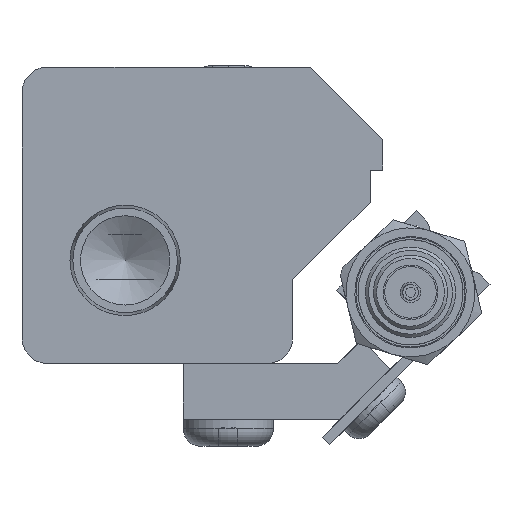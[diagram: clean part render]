
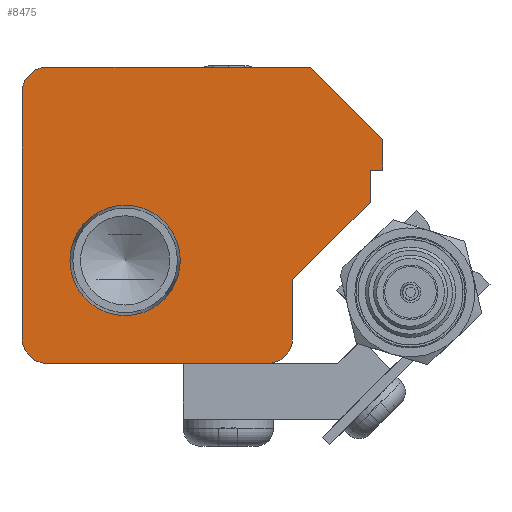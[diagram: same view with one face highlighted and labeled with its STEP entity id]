
A CAD part, left-side view. The second image highlights one B-rep face of the part: STEP entity #8475.
In plain terms, the highlighted planar face has unit normal (-1, 0, 0).
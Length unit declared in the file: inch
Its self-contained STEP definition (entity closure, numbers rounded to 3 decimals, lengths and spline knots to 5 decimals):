
#395=FACE_BOUND('',#1233,.T.);
#671=FACE_OUTER_BOUND('',#1232,.T.);
#1232=EDGE_LOOP('',(#5998,#5999,#6000,#6001,#6002,#6003,#6004,#6005,#6006,
#6007,#6008,#6009));
#1233=EDGE_LOOP('',(#6010));
#1822=CIRCLE('',#9147,0.125);
#1854=CIRCLE('',#9202,0.26751);
#1859=CIRCLE('',#9212,0.125);
#1860=CIRCLE('',#9213,0.125);
#2182=LINE('',#13284,#2841);
#2185=LINE('',#13290,#2844);
#2188=LINE('',#13296,#2847);
#2192=LINE('',#13308,#2851);
#2215=LINE('',#13438,#2874);
#2216=LINE('',#13442,#2875);
#2217=LINE('',#13444,#2876);
#2218=LINE('',#13445,#2877);
#2219=LINE('',#13446,#2878);
#2841=VECTOR('',#10531,1.);
#2844=VECTOR('',#10536,1.);
#2847=VECTOR('',#10541,1.);
#2851=VECTOR('',#10553,1.);
#2874=VECTOR('',#10704,1.);
#2875=VECTOR('',#10707,1.);
#2876=VECTOR('',#10708,1.);
#2877=VECTOR('',#10709,1.);
#2878=VECTOR('',#10710,1.);
#3587=VERTEX_POINT('',#13278);
#3589=VERTEX_POINT('',#13282);
#3591=VERTEX_POINT('',#13287);
#3592=VERTEX_POINT('',#13292);
#3595=VERTEX_POINT('',#13299);
#3597=VERTEX_POINT('',#13303);
#3632=VERTEX_POINT('',#13414);
#3638=VERTEX_POINT('',#13434);
#3639=VERTEX_POINT('',#13435);
#3640=VERTEX_POINT('',#13437);
#3641=VERTEX_POINT('',#13439);
#3642=VERTEX_POINT('',#13441);
#3643=VERTEX_POINT('',#13443);
#4456=EDGE_CURVE('',#3589,#3587,#2182,.T.);
#4459=EDGE_CURVE('',#3587,#3591,#2185,.T.);
#4462=EDGE_CURVE('',#3591,#3592,#2188,.T.);
#4466=EDGE_CURVE('',#3597,#3595,#1822,.T.);
#4468=EDGE_CURVE('',#3595,#3589,#2192,.T.);
#4519=EDGE_CURVE('',#3632,#3632,#1854,.T.);
#4527=EDGE_CURVE('',#3638,#3639,#1859,.T.);
#4528=EDGE_CURVE('',#3640,#3638,#2215,.T.);
#4529=EDGE_CURVE('',#3641,#3640,#1860,.T.);
#4530=EDGE_CURVE('',#3642,#3641,#2216,.T.);
#4531=EDGE_CURVE('',#3643,#3642,#2217,.T.);
#4532=EDGE_CURVE('',#3592,#3643,#2218,.T.);
#4533=EDGE_CURVE('',#3639,#3597,#2219,.T.);
#5998=ORIENTED_EDGE('',*,*,#4527,.F.);
#5999=ORIENTED_EDGE('',*,*,#4528,.F.);
#6000=ORIENTED_EDGE('',*,*,#4529,.F.);
#6001=ORIENTED_EDGE('',*,*,#4530,.F.);
#6002=ORIENTED_EDGE('',*,*,#4531,.F.);
#6003=ORIENTED_EDGE('',*,*,#4532,.F.);
#6004=ORIENTED_EDGE('',*,*,#4462,.F.);
#6005=ORIENTED_EDGE('',*,*,#4459,.F.);
#6006=ORIENTED_EDGE('',*,*,#4456,.F.);
#6007=ORIENTED_EDGE('',*,*,#4468,.F.);
#6008=ORIENTED_EDGE('',*,*,#4466,.F.);
#6009=ORIENTED_EDGE('',*,*,#4533,.F.);
#6010=ORIENTED_EDGE('',*,*,#4519,.T.);
#7549=PLANE('',#9211);
#8475=ADVANCED_FACE('',(#671,#395),#7549,.F.);
#9147=AXIS2_PLACEMENT_3D('',#13305,#10548,#10549);
#9202=AXIS2_PLACEMENT_3D('',#13416,#10679,#10680);
#9211=AXIS2_PLACEMENT_3D('',#13433,#10700,#10701);
#9212=AXIS2_PLACEMENT_3D('',#13436,#10702,#10703);
#9213=AXIS2_PLACEMENT_3D('',#13440,#10705,#10706);
#10531=DIRECTION('',(0.,-0.707,-0.707));
#10536=DIRECTION('',(0.,0.,-1.));
#10541=DIRECTION('',(0.,1.,0.));
#10548=DIRECTION('center_axis',(1.,0.,0.));
#10549=DIRECTION('ref_axis',(0.,0.707,0.707));
#10553=DIRECTION('',(0.,-1.,0.));
#10679=DIRECTION('center_axis',(1.,0.,0.));
#10680=DIRECTION('ref_axis',(0.,1.,0.));
#10700=DIRECTION('center_axis',(1.,0.,0.));
#10701=DIRECTION('ref_axis',(0.,0.,
-1.));
#10702=DIRECTION('center_axis',(1.,0.,0.));
#10703=DIRECTION('ref_axis',(0.,0.707,-0.707));
#10704=DIRECTION('',(0.,1.,0.));
#10705=DIRECTION('center_axis',(1.,0.,0.));
#10706=DIRECTION('ref_axis',(0.,-0.707,-0.707));
#10707=DIRECTION('',(0.,0.,-1.));
#10708=DIRECTION('',(0.,0.707,-0.707));
#10709=DIRECTION('',(0.,0.,-1.));
#10710=DIRECTION('',(0.,0.,1.));
#13278=CARTESIAN_POINT('',(-12.10643,-0.98987,0.56603));
#13282=CARTESIAN_POINT('',(-12.10643,-0.63965,0.91624));
#13284=CARTESIAN_POINT('',(-12.10643,-0.98987,0.56603));
#13287=CARTESIAN_POINT('',(-12.10643,-0.98987,0.41624));
#13290=CARTESIAN_POINT('',(-12.10643,-0.98987,0.41624));
#13292=CARTESIAN_POINT('',(-12.10643,-0.92787,0.41624));
#13296=CARTESIAN_POINT('',(-12.10643,0.75963,0.41624));
#13299=CARTESIAN_POINT('',(-12.10643,0.63463,0.91624));
#13303=CARTESIAN_POINT('',(-12.10643,0.75963,0.79124));
#13305=CARTESIAN_POINT('Origin',(-12.10643,0.63463,0.79124));
#13308=CARTESIAN_POINT('',(-12.10643,-0.63965,0.91624));
#13414=CARTESIAN_POINT('',(-12.10643,-0.00787,-0.02126));
#13416=CARTESIAN_POINT('Origin',(-12.10643,0.25963,-0.02126));
#13433=CARTESIAN_POINT('Origin',(-12.10643,-0.01368,
-0.00205));
#13434=CARTESIAN_POINT('',(-12.10643,0.63463,-0.52126));
#13435=CARTESIAN_POINT('',(-12.10643,0.75963,-0.39626));
#13436=CARTESIAN_POINT('Origin',(-12.10643,0.63463,-0.39626));
#13437=CARTESIAN_POINT('',(-12.10643,-0.42787,-0.52126));
#13438=CARTESIAN_POINT('',(-12.10643,-0.42787,-0.52126));
#13439=CARTESIAN_POINT('',(-12.10643,-0.55287,-0.39626));
#13440=CARTESIAN_POINT('Origin',(-12.10643,-0.42787,-0.39626));
#13441=CARTESIAN_POINT('',(-12.10643,-0.55287,-0.11476));
#13442=CARTESIAN_POINT('',(-12.10643,-0.55287,-0.11476));
#13443=CARTESIAN_POINT('',(-12.10643,-0.92787,0.26024));
#13444=CARTESIAN_POINT('',(-12.10643,-0.92787,0.26024));
#13445=CARTESIAN_POINT('',(-12.10643,-0.92787,0.41624));
#13446=CARTESIAN_POINT('',(-12.10643,0.75963,-0.39626));
